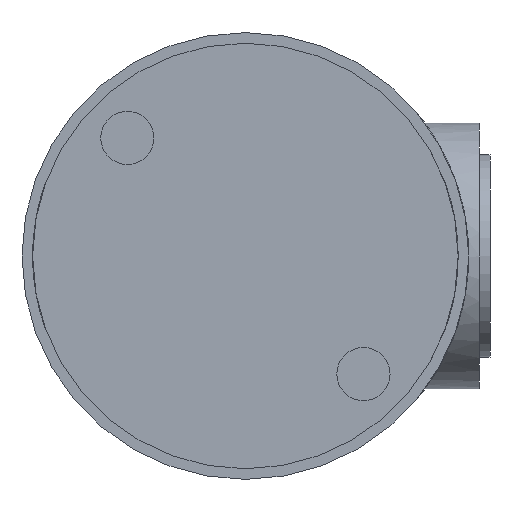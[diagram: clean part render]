
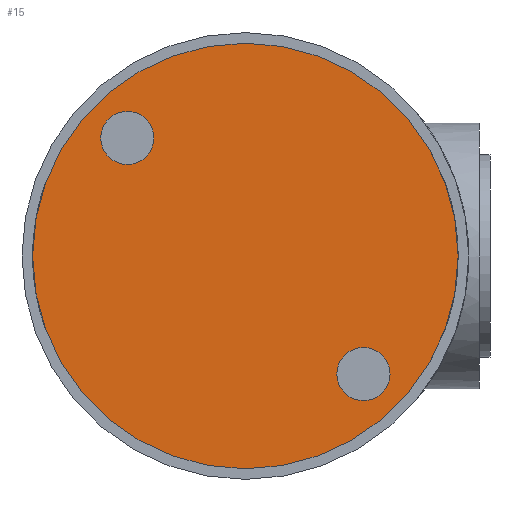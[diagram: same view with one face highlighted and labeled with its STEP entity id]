
A CAD part, front view. The second image highlights one B-rep face of the part: STEP entity #15.
In plain terms, the highlighted planar face has unit normal (0, -1, 0).
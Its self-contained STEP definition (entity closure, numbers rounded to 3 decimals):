
#15 = ADVANCED_FACE ( 'NONE', ( #1009, #1155, #858 ), #1951, .F. ) ;
#34 = AXIS2_PLACEMENT_3D ( 'NONE', #652, #1911, #487 ) ;
#66 = EDGE_LOOP ( 'NONE', ( #512, #1284 ) ) ;
#115 = VERTEX_POINT ( 'NONE', #903 ) ;
#172 = CIRCLE ( 'NONE', #34, 2.5 ) ;
#209 = DIRECTION ( 'NONE',  ( 0., 0., 1. ) ) ;
#215 = DIRECTION ( 'NONE',  ( 0., 1., 0. ) ) ;
#218 = CARTESIAN_POINT ( 'NONE',  ( 11.1, -23.35, -8.6 ) ) ;
#352 = DIRECTION ( 'NONE',  ( 0., -1., 0. ) ) ;
#359 = DIRECTION ( 'NONE',  ( 0., 1., 0. ) ) ;
#374 = CARTESIAN_POINT ( 'NONE',  ( 0., -23.35, 0. ) ) ;
#456 = ORIENTED_EDGE ( 'NONE', *, *, #1056, .F. ) ;
#487 = DIRECTION ( 'NONE',  ( 0., 0., -1. ) ) ;
#492 = ORIENTED_EDGE ( 'NONE', *, *, #586, .F. ) ;
#511 = CARTESIAN_POINT ( 'NONE',  ( 11.1, -23.35, -11.1 ) ) ;
#512 = ORIENTED_EDGE ( 'NONE', *, *, #1276, .F. ) ;
#517 = DIRECTION ( 'NONE',  ( 0., 0., 1. ) ) ;
#545 = EDGE_CURVE ( 'NONE', #550, #635, #1997, .T. ) ;
#550 = VERTEX_POINT ( 'NONE', #218 ) ;
#566 = AXIS2_PLACEMENT_3D ( 'NONE', #1150, #359, #517 ) ;
#572 = AXIS2_PLACEMENT_3D ( 'NONE', #511, #352, #993 ) ;
#586 = EDGE_CURVE ( 'NONE', #909, #1571, #1221, .T. ) ;
#635 = VERTEX_POINT ( 'NONE', #752 ) ;
#652 = CARTESIAN_POINT ( 'NONE',  ( -11.1, -23.35, 11.1 ) ) ;
#752 = CARTESIAN_POINT ( 'NONE',  ( 11.1, -23.35, -13.6 ) ) ;
#777 = EDGE_LOOP ( 'NONE', ( #1562, #456 ) ) ;
#834 = CARTESIAN_POINT ( 'NONE',  ( 11.1, -23.35, -11.1 ) ) ;
#843 = DIRECTION ( 'NONE',  ( 0., -1., 0. ) ) ;
#858 = FACE_OUTER_BOUND ( 'NONE', #1030, .T. ) ;
#876 = AXIS2_PLACEMENT_3D ( 'NONE', #834, #1632, #1789 ) ;
#903 = CARTESIAN_POINT ( 'NONE',  ( -11.1, -23.35, 13.6 ) ) ;
#908 = AXIS2_PLACEMENT_3D ( 'NONE', #374, #215, #1179 ) ;
#909 = VERTEX_POINT ( 'NONE', #1077 ) ;
#993 = DIRECTION ( 'NONE',  ( 0., 0., 1. ) ) ;
#1007 = CARTESIAN_POINT ( 'NONE',  ( 0., -23.35, 0. ) ) ;
#1009 = FACE_BOUND ( 'NONE', #777, .T. ) ;
#1030 = EDGE_LOOP ( 'NONE', ( #492, #1594 ) ) ;
#1056 = EDGE_CURVE ( 'NONE', #115, #1443, #1399, .T. ) ;
#1077 = CARTESIAN_POINT ( 'NONE',  ( 0., -23.35, -20. ) ) ;
#1085 = CARTESIAN_POINT ( 'NONE',  ( -11.1, -23.35, 8.6 ) ) ;
#1150 = CARTESIAN_POINT ( 'NONE',  ( 0., -23.35, 0. ) ) ;
#1155 = FACE_BOUND ( 'NONE', #66, .T. ) ;
#1179 = DIRECTION ( 'NONE',  ( 0., 0., 1. ) ) ;
#1185 = EDGE_CURVE ( 'NONE', #1443, #115, #172, .T. ) ;
#1221 = CIRCLE ( 'NONE', #1334, 20. ) ;
#1276 = EDGE_CURVE ( 'NONE', #635, #550, #1531, .T. ) ;
#1284 = ORIENTED_EDGE ( 'NONE', *, *, #545, .F. ) ;
#1334 = AXIS2_PLACEMENT_3D ( 'NONE', #1007, #1646, #209 ) ;
#1399 = CIRCLE ( 'NONE', #1936, 2.5 ) ;
#1443 = VERTEX_POINT ( 'NONE', #1085 ) ;
#1479 = CIRCLE ( 'NONE', #908, 20. ) ;
#1531 = CIRCLE ( 'NONE', #572, 2.5 ) ;
#1547 = EDGE_CURVE ( 'NONE', #1571, #909, #1479, .T. ) ;
#1562 = ORIENTED_EDGE ( 'NONE', *, *, #1185, .F. ) ;
#1571 = VERTEX_POINT ( 'NONE', #1786 ) ;
#1594 = ORIENTED_EDGE ( 'NONE', *, *, #1547, .F. ) ;
#1629 = CARTESIAN_POINT ( 'NONE',  ( -11.1, -23.35, 11.1 ) ) ;
#1632 = DIRECTION ( 'NONE',  ( 0., -1., 0. ) ) ;
#1646 = DIRECTION ( 'NONE',  ( 0., 1., 0. ) ) ;
#1786 = CARTESIAN_POINT ( 'NONE',  ( 0., -23.35, 20. ) ) ;
#1787 = DIRECTION ( 'NONE',  ( 0., 0., -1. ) ) ;
#1789 = DIRECTION ( 'NONE',  ( 0., 0., 1. ) ) ;
#1911 = DIRECTION ( 'NONE',  ( 0., -1., 0. ) ) ;
#1936 = AXIS2_PLACEMENT_3D ( 'NONE', #1629, #843, #1787 ) ;
#1951 = PLANE ( 'NONE',  #566 ) ;
#1997 = CIRCLE ( 'NONE', #876, 2.5 ) ;
